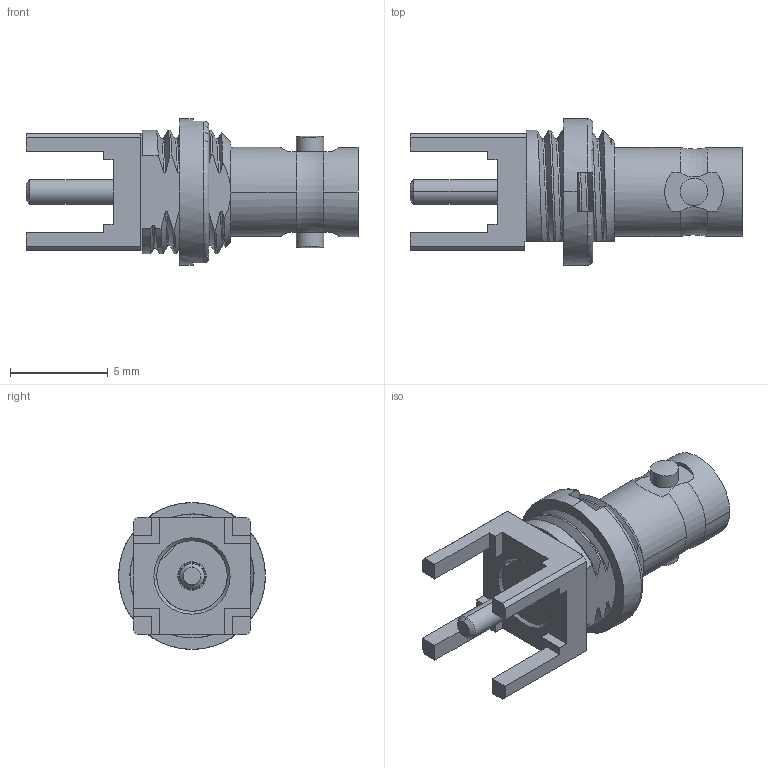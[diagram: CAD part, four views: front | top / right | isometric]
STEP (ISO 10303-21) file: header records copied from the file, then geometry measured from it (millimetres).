
FILE_DESCRIPTION((''),'2;1');
FILE_NAME('34-5023','2017-05-11T',('Lokesh'),(''),'PRO/ENGINEER BY PARAMETRIC TECHNOLOGY CORPORATION, 2014440','PRO/ENGINEER BY PARAMETRIC TECHNOLOGY CORPORATION, 2014440','');
FILE_SCHEMA(('CONFIG_CONTROL_DESIGN'));
Length unit declared in the file: millimetre
Products named in the file (1): 34-5023
Bounding box: 16.96 x 7.5 x 7.5 mm (x, y, z)
Surface area: 599.3 mm2 (no closed solid volume)
Topology: 0 solids, 7 shells, 156 faces, 441 edges, 291 vertices
Faces by surface type: plane 62, cylinder 40, bspline 32, cone 18, torus 4
Entity records: 11679 total; most frequent: CARTESIAN_POINT 7867, ORIENTED_EDGE 822, DIRECTION 681, EDGE_CURVE 439, VERTEX_POINT 291, AXIS2_PLACEMENT_3D 234, VECTOR 213, LINE 213
